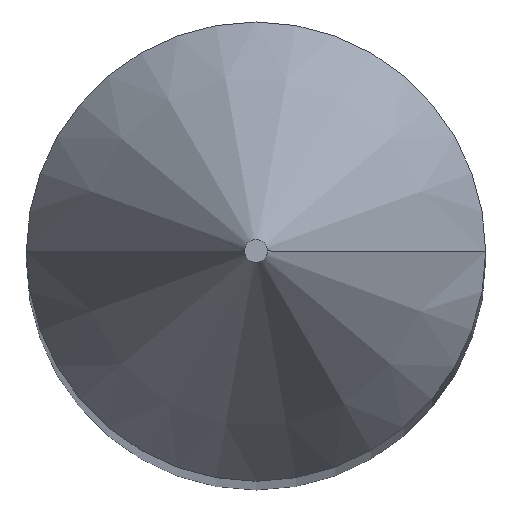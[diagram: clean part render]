
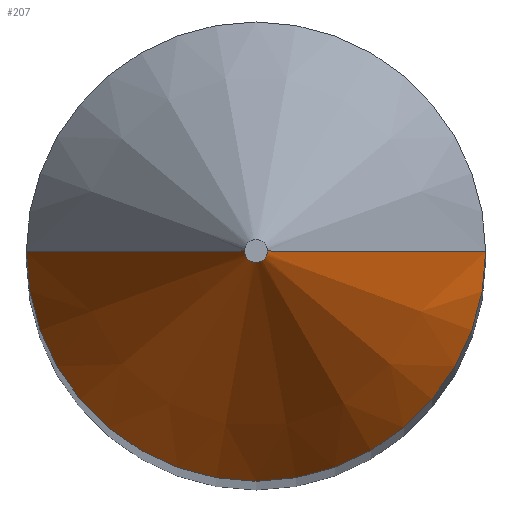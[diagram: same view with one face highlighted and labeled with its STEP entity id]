
A CAD part, top view. The second image highlights one B-rep face of the part: STEP entity #207.
In plain terms, the highlighted conical face has half-angle 30 degrees and reference radius 0.1 mm.
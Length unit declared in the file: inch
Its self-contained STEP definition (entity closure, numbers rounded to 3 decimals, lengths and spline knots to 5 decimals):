
#9 = ORIENTED_EDGE ( 'NONE', *, *, #51, .F. ) ;
#12 = VECTOR ( 'NONE', #186, 39.37008 ) ;
#15 = CARTESIAN_POINT ( 'NONE',  ( 0.00394, 0., 1.9685 ) ) ;
#16 = DIRECTION ( 'NONE',  ( -1., 0., 0. ) ) ;
#18 = AXIS2_PLACEMENT_3D ( 'NONE', #224, #168, #16 ) ;
#23 = CONICAL_SURFACE ( 'NONE', #147, 0.00394, 0.524 ) ;
#37 = CARTESIAN_POINT ( 'NONE',  ( -0.00394, 0., 1.9685 ) ) ;
#45 = EDGE_LOOP ( 'NONE', ( #52, #215, #178, #9 ) ) ;
#46 = EDGE_CURVE ( 'NONE', #181, #128, #188, .T. ) ;
#51 = EDGE_CURVE ( 'NONE', #159, #236, #112, .T. ) ;
#52 = ORIENTED_EDGE ( 'NONE', *, *, #121, .T. ) ;
#54 = CARTESIAN_POINT ( 'NONE',  ( 0., 0., 1.9685 ) ) ;
#56 = CARTESIAN_POINT ( 'NONE',  ( -0.07874, 0., 1.83894 ) ) ;
#84 = DIRECTION ( 'NONE',  ( 1., 0., 0. ) ) ;
#93 = DIRECTION ( 'NONE',  ( 0., 0., -1. ) ) ;
#94 = EDGE_CURVE ( 'NONE', #236, #128, #144, .T. ) ;
#99 = CIRCLE ( 'NONE', #219, 0.00394 ) ;
#102 = VECTOR ( 'NONE', #150, 39.37008 ) ;
#112 = LINE ( 'NONE', #15, #102 ) ;
#121 = EDGE_CURVE ( 'NONE', #159, #181, #99, .T. ) ;
#128 = VERTEX_POINT ( 'NONE', #56 ) ;
#131 = CARTESIAN_POINT ( 'NONE',  ( 0.00394, 0., 1.9685 ) ) ;
#138 = DIRECTION ( 'NONE',  ( 0., 0., -1. ) ) ;
#144 = CIRCLE ( 'NONE', #18, 0.07874 ) ;
#147 = AXIS2_PLACEMENT_3D ( 'NONE', #210, #138, #84 ) ;
#150 = DIRECTION ( 'NONE',  ( 0.5, 0., -0.866 ) ) ;
#159 = VERTEX_POINT ( 'NONE', #131 ) ;
#168 = DIRECTION ( 'NONE',  ( 0., 0., -1. ) ) ;
#178 = ORIENTED_EDGE ( 'NONE', *, *, #94, .F. ) ;
#181 = VERTEX_POINT ( 'NONE', #37 ) ;
#186 = DIRECTION ( 'NONE',  ( -0.5, 0., -0.866 ) ) ;
#188 = LINE ( 'NONE', #246, #12 ) ;
#207 = ADVANCED_FACE ( 'NONE', ( #248 ), #23, .T. ) ;
#210 = CARTESIAN_POINT ( 'NONE',  ( 0., 0., 1.9685 ) ) ;
#215 = ORIENTED_EDGE ( 'NONE', *, *, #46, .T. ) ;
#219 = AXIS2_PLACEMENT_3D ( 'NONE', #54, #93, #226 ) ;
#224 = CARTESIAN_POINT ( 'NONE',  ( 0., 0., 1.83894 ) ) ;
#226 = DIRECTION ( 'NONE',  ( -1., 0., 0. ) ) ;
#236 = VERTEX_POINT ( 'NONE', #249 ) ;
#246 = CARTESIAN_POINT ( 'NONE',  ( -0.00394, 0., 1.9685 ) ) ;
#248 = FACE_OUTER_BOUND ( 'NONE', #45, .T. ) ;
#249 = CARTESIAN_POINT ( 'NONE',  ( 0.07874, 0., 1.83894 ) ) ;
